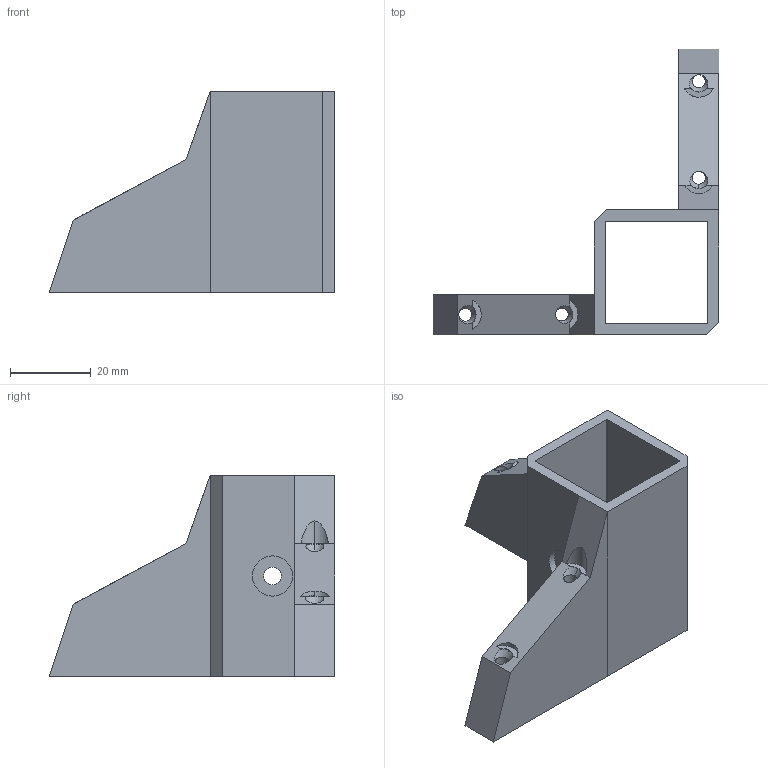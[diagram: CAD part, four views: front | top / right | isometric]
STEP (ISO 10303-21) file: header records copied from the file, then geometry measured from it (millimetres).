
FILE_DESCRIPTION(('FreeCAD Model'),'2;1');
FILE_NAME('Open CASCADE Shape Model','2021-03-25T16:27:21',('Author'),( ''),'Open CASCADE STEP processor 7.5','FreeCAD','Unknown');
FILE_SCHEMA(('AUTOMOTIVE_DESIGN { 1 0 10303 214 1 1 1 1 }'));
Length unit declared in the file: millimetre
Products named in the file (1): Chamfer001
Bounding box: 71 x 71 x 50 mm (x, y, z)
Volume: 34498 mm3; surface area: 17994.7 mm2
Topology: 1 solids, 1 shells, 98 faces, 243 edges, 147 vertices
Faces by surface type: plane 38, cylinder 27, torus 9, bspline 9, sphere 8, cone 7
Full cylindrical faces by diameter (mm): 3.2 x4, 4.4 x2, 10 x1
Entity records: 6702 total; most frequent: CARTESIAN_POINT 1923, DIRECTION 865, ORIENTED_EDGE 486, PCURVE 486, DEFINITIONAL_REPRESENTATION 486, LINE 434, VECTOR 434, EDGE_CURVE 243
